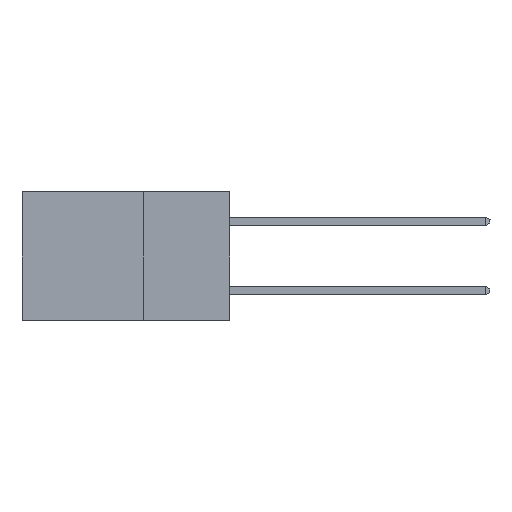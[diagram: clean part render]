
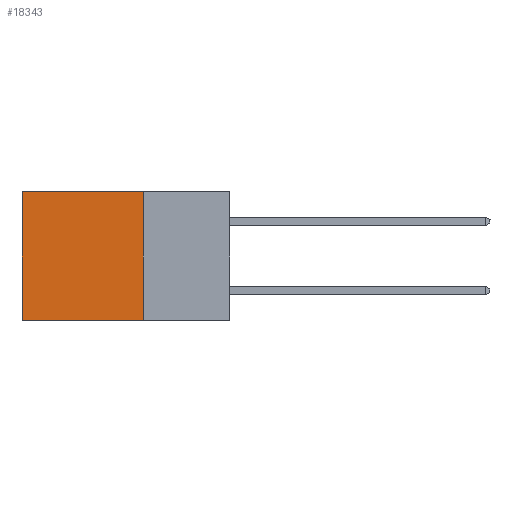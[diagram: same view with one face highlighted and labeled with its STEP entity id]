
A CAD part, left-side view. The second image highlights one B-rep face of the part: STEP entity #18343.
In plain terms, the highlighted planar face has unit normal (-1, 0, 0).
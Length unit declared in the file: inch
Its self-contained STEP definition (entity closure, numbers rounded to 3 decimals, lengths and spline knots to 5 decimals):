
#311 = CARTESIAN_POINT ( 'NONE',  ( 0.2615, 0.25, -0.37 ) ) ;
#1524 = LINE ( 'NONE', #25634, #22516 ) ;
#1880 = DIRECTION ( 'NONE',  ( 0., 1., 0. ) ) ;
#3101 = VECTOR ( 'NONE', #21583, 39.37008 ) ;
#5319 = CARTESIAN_POINT ( 'NONE',  ( 0.2615, 0.6, -0.37 ) ) ;
#5441 = DIRECTION ( 'NONE',  ( 0., 0., -1. ) ) ;
#7342 = ORIENTED_EDGE ( 'NONE', *, *, #13507, .T. ) ;
#7611 = DIRECTION ( 'NONE',  ( 0., 0., -1. ) ) ;
#8986 = EDGE_CURVE ( 'NONE', #17232, #10349, #1524, .T. ) ;
#9345 = CARTESIAN_POINT ( 'NONE',  ( 0.2615, 0.25, -0.37 ) ) ;
#9686 = AXIS2_PLACEMENT_3D ( 'NONE', #11549, #17340, #11159 ) ;
#10349 = VERTEX_POINT ( 'NONE', #311 ) ;
#10519 = EDGE_LOOP ( 'NONE', ( #19088, #15329, #17327, #7342 ) ) ;
#11159 = DIRECTION ( 'NONE',  ( 0., 0., -1. ) ) ;
#11283 = PLANE ( 'NONE',  #9686 ) ;
#11549 = CARTESIAN_POINT ( 'NONE',  ( 0.2615, 0.25, -0.37 ) ) ;
#11570 = LINE ( 'NONE', #9345, #3101 ) ;
#13507 = EDGE_CURVE ( 'NONE', #17232, #25323, #15813, .T. ) ;
#15052 = LINE ( 'NONE', #5319, #21395 ) ;
#15329 = ORIENTED_EDGE ( 'NONE', *, *, #23944, .F. ) ;
#15813 = LINE ( 'NONE', #19912, #21775 ) ;
#15862 = CARTESIAN_POINT ( 'NONE',  ( 0.2615, 0.25, 0. ) ) ;
#17232 = VERTEX_POINT ( 'NONE', #15862 ) ;
#17327 = ORIENTED_EDGE ( 'NONE', *, *, #8986, .F. ) ;
#17340 = DIRECTION ( 'NONE',  ( 1., 0., 0. ) ) ;
#18113 = VERTEX_POINT ( 'NONE', #24105 ) ;
#18343 = ADVANCED_FACE ( 'NONE', ( #23687 ), #11283, .F. ) ;
#19088 = ORIENTED_EDGE ( 'NONE', *, *, #21452, .T. ) ;
#19912 = CARTESIAN_POINT ( 'NONE',  ( 0.2615, 0.25, 0. ) ) ;
#21395 = VECTOR ( 'NONE', #5441, 39.37008 ) ;
#21452 = EDGE_CURVE ( 'NONE', #25323, #18113, #15052, .T. ) ;
#21454 = CARTESIAN_POINT ( 'NONE',  ( 0.2615, 0.6, 0. ) ) ;
#21583 = DIRECTION ( 'NONE',  ( 0., 1., 0. ) ) ;
#21775 = VECTOR ( 'NONE', #1880, 39.37008 ) ;
#22516 = VECTOR ( 'NONE', #7611, 39.37008 ) ;
#23687 = FACE_OUTER_BOUND ( 'NONE', #10519, .T. ) ;
#23944 = EDGE_CURVE ( 'NONE', #10349, #18113, #11570, .T. ) ;
#24105 = CARTESIAN_POINT ( 'NONE',  ( 0.2615, 0.6, -0.37 ) ) ;
#25323 = VERTEX_POINT ( 'NONE', #21454 ) ;
#25634 = CARTESIAN_POINT ( 'NONE',  ( 0.2615, 0.25, -0.37 ) ) ;
